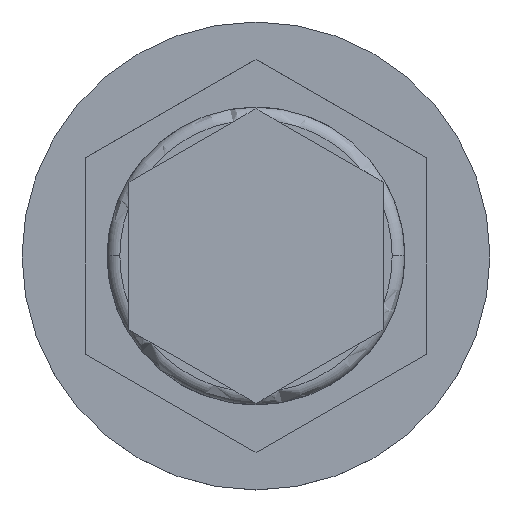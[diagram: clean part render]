
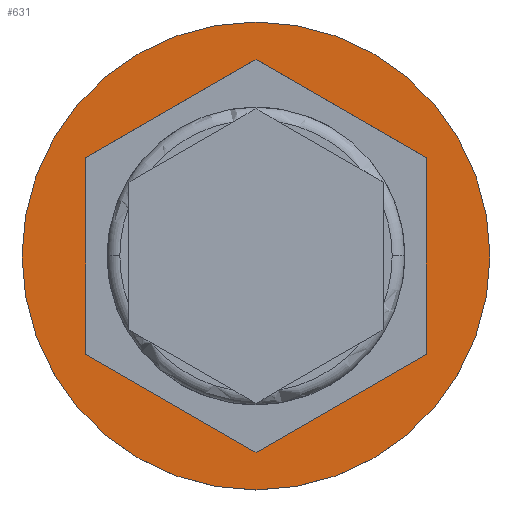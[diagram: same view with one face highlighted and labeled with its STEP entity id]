
A CAD part, top view. The second image highlights one B-rep face of the part: STEP entity #631.
In plain terms, the highlighted planar face has unit normal (0, 0, 1).
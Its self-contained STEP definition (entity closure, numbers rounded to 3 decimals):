
#30 = CARTESIAN_POINT ( 'NONE',  ( 0., -4.619, 0. ) ) ;
#73 = VERTEX_POINT ( 'NONE', #30 ) ;
#170 = CARTESIAN_POINT ( 'NONE',  ( 4., 2.309, 0. ) ) ;
#177 = EDGE_LOOP ( 'NONE', ( #1258, #2428, #1966, #1668, #641, #1929 ) ) ;
#196 = EDGE_CURVE ( 'NONE', #1637, #73, #1665, .T. ) ;
#232 = CIRCLE ( 'NONE', #1359, 5.5 ) ;
#241 = EDGE_CURVE ( 'NONE', #1811, #1637, #345, .T. ) ;
#247 = CARTESIAN_POINT ( 'NONE',  ( 0., 0., 0. ) ) ;
#263 = CARTESIAN_POINT ( 'NONE',  ( 0., 0., 0. ) ) ;
#301 = CARTESIAN_POINT ( 'NONE',  ( -4., 2.309, 0. ) ) ;
#345 = LINE ( 'NONE', #301, #856 ) ;
#356 = AXIS2_PLACEMENT_3D ( 'NONE', #1462, #1661, #2452 ) ;
#431 = VERTEX_POINT ( 'NONE', #170 ) ;
#442 = AXIS2_PLACEMENT_3D ( 'NONE', #247, #1049, #1839 ) ;
#448 = FACE_BOUND ( 'NONE', #177, .T. ) ;
#493 = CARTESIAN_POINT ( 'NONE',  ( -4., -2.309, 0. ) ) ;
#501 = DIRECTION ( 'NONE',  ( 0., 1., 0. ) ) ;
#534 = EDGE_CURVE ( 'NONE', #1315, #1133, #1981, .T. ) ;
#631 = ADVANCED_FACE ( 'NONE', ( #448, #1647 ), #2038, .T. ) ;
#641 = ORIENTED_EDGE ( 'NONE', *, *, #241, .F. ) ;
#678 = EDGE_CURVE ( 'NONE', #73, #2226, #2098, .T. ) ;
#697 = CARTESIAN_POINT ( 'NONE',  ( 4., -2.309, 0. ) ) ;
#702 = DIRECTION ( 'NONE',  ( 1., 0., 0. ) ) ;
#730 = CARTESIAN_POINT ( 'NONE',  ( 0., 4.619, 0. ) ) ;
#731 = VECTOR ( 'NONE', #946, 1000. ) ;
#751 = CARTESIAN_POINT ( 'NONE',  ( 4., 2.309, 0. ) ) ;
#814 = VECTOR ( 'NONE', #2455, 1000. ) ;
#841 = CARTESIAN_POINT ( 'NONE',  ( 0., 4.619, 0. ) ) ;
#846 = CARTESIAN_POINT ( 'NONE',  ( -5.5, 0., 0. ) ) ;
#856 = VECTOR ( 'NONE', #1346, 1000. ) ;
#881 = CARTESIAN_POINT ( 'NONE',  ( 4., -2.309, 0. ) ) ;
#933 = LINE ( 'NONE', #751, #1574 ) ;
#946 = DIRECTION ( 'NONE',  ( 0.866, 0.5, 0. ) ) ;
#1008 = ORIENTED_EDGE ( 'NONE', *, *, #1421, .T. ) ;
#1049 = DIRECTION ( 'NONE',  ( 0., 0., 1. ) ) ;
#1133 = VERTEX_POINT ( 'NONE', #1175 ) ;
#1175 = CARTESIAN_POINT ( 'NONE',  ( 5.5, 0., 0. ) ) ;
#1209 = CARTESIAN_POINT ( 'NONE',  ( -4., -2.309, 0. ) ) ;
#1258 = ORIENTED_EDGE ( 'NONE', *, *, #2012, .F. ) ;
#1303 = CARTESIAN_POINT ( 'NONE',  ( 0., -4.619, 0. ) ) ;
#1315 = VERTEX_POINT ( 'NONE', #846 ) ;
#1346 = DIRECTION ( 'NONE',  ( 0., -1., 0. ) ) ;
#1359 = AXIS2_PLACEMENT_3D ( 'NONE', #263, #2482, #702 ) ;
#1421 = EDGE_CURVE ( 'NONE', #1133, #1315, #232, .T. ) ;
#1447 = VECTOR ( 'NONE', #501, 1000. ) ;
#1462 = CARTESIAN_POINT ( 'NONE',  ( 0., 0., 0. ) ) ;
#1574 = VECTOR ( 'NONE', #2514, 1000. ) ;
#1637 = VERTEX_POINT ( 'NONE', #1209 ) ;
#1647 = FACE_OUTER_BOUND ( 'NONE', #2372, .T. ) ;
#1661 = DIRECTION ( 'NONE',  ( 0., 0., 1. ) ) ;
#1665 = LINE ( 'NONE', #493, #814 ) ;
#1668 = ORIENTED_EDGE ( 'NONE', *, *, #196, .F. ) ;
#1681 = LINE ( 'NONE', #730, #1699 ) ;
#1699 = VECTOR ( 'NONE', #2112, 1000. ) ;
#1811 = VERTEX_POINT ( 'NONE', #2462 ) ;
#1839 = DIRECTION ( 'NONE',  ( 1., 0., 0. ) ) ;
#1929 = ORIENTED_EDGE ( 'NONE', *, *, #2331, .F. ) ;
#1966 = ORIENTED_EDGE ( 'NONE', *, *, #678, .F. ) ;
#1981 = CIRCLE ( 'NONE', #356, 5.5 ) ;
#2012 = EDGE_CURVE ( 'NONE', #431, #2175, #933, .T. ) ;
#2038 = PLANE ( 'NONE',  #442 ) ;
#2076 = ORIENTED_EDGE ( 'NONE', *, *, #534, .T. ) ;
#2098 = LINE ( 'NONE', #1303, #731 ) ;
#2112 = DIRECTION ( 'NONE',  ( -0.866, -0.5, 0. ) ) ;
#2175 = VERTEX_POINT ( 'NONE', #841 ) ;
#2226 = VERTEX_POINT ( 'NONE', #881 ) ;
#2331 = EDGE_CURVE ( 'NONE', #2175, #1811, #1681, .T. ) ;
#2372 = EDGE_LOOP ( 'NONE', ( #1008, #2076 ) ) ;
#2428 = ORIENTED_EDGE ( 'NONE', *, *, #2500, .F. ) ;
#2452 = DIRECTION ( 'NONE',  ( 1., 0., 0. ) ) ;
#2455 = DIRECTION ( 'NONE',  ( 0.866, -0.5, 0. ) ) ;
#2462 = CARTESIAN_POINT ( 'NONE',  ( -4., 2.309, 0. ) ) ;
#2482 = DIRECTION ( 'NONE',  ( 0., 0., 1. ) ) ;
#2500 = EDGE_CURVE ( 'NONE', #2226, #431, #2502, .T. ) ;
#2502 = LINE ( 'NONE', #697, #1447 ) ;
#2514 = DIRECTION ( 'NONE',  ( -0.866, 0.5, 0. ) ) ;
